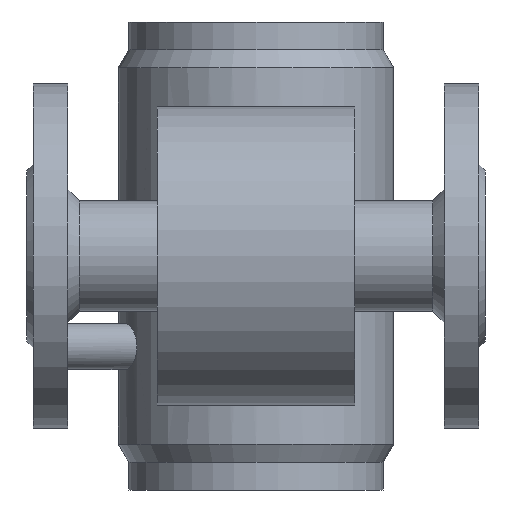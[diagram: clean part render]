
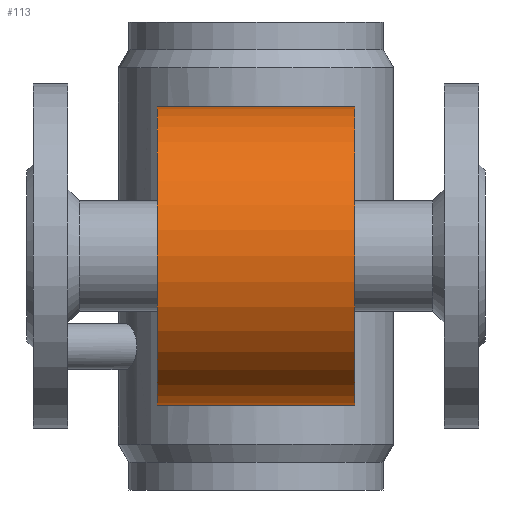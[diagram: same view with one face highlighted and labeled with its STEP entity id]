
A CAD part, front view. The second image highlights one B-rep face of the part: STEP entity #113.
In plain terms, the highlighted cylindrical face has radius 65 mm (diameter 130 mm), a full revolution.
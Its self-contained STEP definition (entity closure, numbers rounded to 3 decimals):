
#83=B_SPLINE_CURVE_WITH_KNOTS('',3,(#1163,#1164,#1165,#1166,#1167,#1168,
#1169,#1170,#1171,#1172,#1173,#1174,#1175,#1176,#1177,#1178,#1179,#1180),
 .UNSPECIFIED.,.T.,.F.,(2,2,2,2,2,2,2,2,2,2,2),(-0.125,0.,0.125,0.25,0.375,
0.5,0.625,0.75,0.875,1.,1.125),.UNSPECIFIED.);
#113=ADVANCED_FACE('',(#210,#211,#212),#158,.T.);
#158=CYLINDRICAL_SURFACE('',#743,65.);
#210=FACE_BOUND('',#312,.T.);
#211=FACE_BOUND('',#313,.T.);
#212=FACE_BOUND('',#314,.T.);
#312=EDGE_LOOP('',(#425));
#313=EDGE_LOOP('',(#426));
#314=EDGE_LOOP('',(#427));
#425=ORIENTED_EDGE('',*,*,#609,.T.);
#426=ORIENTED_EDGE('',*,*,#610,.F.);
#427=ORIENTED_EDGE('',*,*,#598,.T.);
#538=VERTEX_POINT('',#1181);
#549=VERTEX_POINT('',#1209);
#550=VERTEX_POINT('',#1211);
#598=EDGE_CURVE('',#538,#538,#83,.T.);
#609=EDGE_CURVE('',#549,#549,#667,.T.);
#610=EDGE_CURVE('',#550,#550,#668,.T.);
#667=CIRCLE('',#741,65.);
#668=CIRCLE('',#742,65.);
#741=AXIS2_PLACEMENT_3D('',#1208,#902,#903);
#742=AXIS2_PLACEMENT_3D('',#1210,#904,#905);
#743=AXIS2_PLACEMENT_3D('',#1212,#906,#907);
#902=DIRECTION('',(-1.,0.,0.));
#903=DIRECTION('',(0.,1.,0.));
#904=DIRECTION('',(-1.,0.,0.));
#905=DIRECTION('',(0.,-1.,0.));
#906=DIRECTION('',(-1.,0.,0.));
#907=DIRECTION('',(0.,1.,0.));
#1163=CARTESIAN_POINT('',(9.55,64.439,8.714));
#1164=CARTESIAN_POINT('',(4.009,63.853,12.29));
#1165=CARTESIAN_POINT('',(0.548,63.709,12.908));
#1166=CARTESIAN_POINT('',(-5.836,63.974,11.526));
#1167=CARTESIAN_POINT('',(-8.73,64.358,9.522));
#1168=CARTESIAN_POINT('',(-12.268,64.932,4.047));
#1169=CARTESIAN_POINT('',(-12.915,65.078,0.588));
#1170=CARTESIAN_POINT('',(-11.521,64.815,-5.866));
#1171=CARTESIAN_POINT('',(-9.515,64.435,-8.735));
#1172=CARTESIAN_POINT('',(-4.05,63.857,-12.265));
#1173=CARTESIAN_POINT('',(-0.567,63.709,-12.908));
#1174=CARTESIAN_POINT('',(5.829,63.973,-11.532));
#1175=CARTESIAN_POINT('',(8.716,64.355,-9.543));
#1176=CARTESIAN_POINT('',(12.281,64.934,-4.027));
#1177=CARTESIAN_POINT('',(12.907,65.076,-0.558));
#1178=CARTESIAN_POINT('',(11.532,64.817,5.823));
#1179=CARTESIAN_POINT('',(9.55,64.439,8.714));
#1180=CARTESIAN_POINT('',(4.009,63.853,12.29));
#1181=CARTESIAN_POINT('',(6.779,64.146,10.502));
#1208=CARTESIAN_POINT('',(43.,0.,0.));
#1209=CARTESIAN_POINT('',(43.,65.,0.));
#1210=CARTESIAN_POINT('',(-43.,0.,0.));
#1211=CARTESIAN_POINT('',(-43.,-65.,0.));
#1212=CARTESIAN_POINT('',(-100.,0.,0.));
